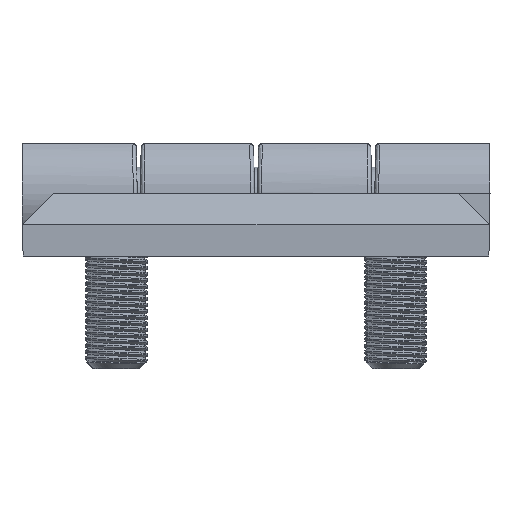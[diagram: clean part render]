
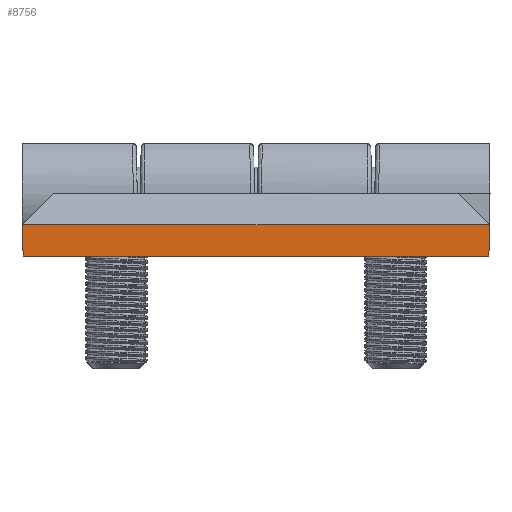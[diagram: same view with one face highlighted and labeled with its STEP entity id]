
A CAD part, left-side view. The second image highlights one B-rep face of the part: STEP entity #8756.
In plain terms, the highlighted planar face has unit normal (-1, 0, -0.018).
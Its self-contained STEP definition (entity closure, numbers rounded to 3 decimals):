
#280 = EDGE_CURVE ( 'NONE', #12979, #11079, #9762, .T. ) ;
#335 = CARTESIAN_POINT ( 'NONE',  ( -53.75, 30., -4.001 ) ) ;
#914 = DIRECTION ( 'NONE',  ( -1., 0., -0.017 ) ) ;
#926 = DIRECTION ( 'NONE',  ( 0., -1., 0. ) ) ;
#1104 = VERTEX_POINT ( 'NONE', #335 ) ;
#1850 = EDGE_CURVE ( 'NONE', #11079, #12740, #3292, .T. ) ;
#2116 = DIRECTION ( 'NONE',  ( -0.017, -0.017, 1. ) ) ;
#3091 = CARTESIAN_POINT ( 'NONE',  ( -53.82, 30.132, 0. ) ) ;
#3292 = LINE ( 'NONE', #3091, #6644 ) ;
#3733 = FACE_OUTER_BOUND ( 'NONE', #4617, .T. ) ;
#4617 = EDGE_LOOP ( 'NONE', ( #7623, #17981, #19394, #14316 ) ) ;
#4938 = VECTOR ( 'NONE', #926, 1000. ) ;
#5652 = LINE ( 'NONE', #8474, #4938 ) ;
#6644 = VECTOR ( 'NONE', #16940, 1000. ) ;
#7623 = ORIENTED_EDGE ( 'NONE', *, *, #13975, .T. ) ;
#7907 = CARTESIAN_POINT ( 'NONE',  ( -53.82, 30.07, 0. ) ) ;
#8213 = LINE ( 'NONE', #11308, #17292 ) ;
#8319 = EDGE_CURVE ( 'NONE', #1104, #12740, #8213, .T. ) ;
#8474 = CARTESIAN_POINT ( 'NONE',  ( -53.75, 30.132, -4.001 ) ) ;
#8660 = CARTESIAN_POINT ( 'NONE',  ( -53.75, 30.132, -4.001 ) ) ;
#8756 = ADVANCED_FACE ( 'NONE', ( #3733 ), #14668, .T. ) ;
#9762 = LINE ( 'NONE', #11059, #15494 ) ;
#9785 = AXIS2_PLACEMENT_3D ( 'NONE', #8660, #914, #9874 ) ;
#9874 = DIRECTION ( 'NONE',  ( 0., -1., 0. ) ) ;
#11059 = CARTESIAN_POINT ( 'NONE',  ( -53.732, -29.982, -5.047 ) ) ;
#11079 = VERTEX_POINT ( 'NONE', #16491 ) ;
#11308 = CARTESIAN_POINT ( 'NONE',  ( -53.822, 30.072, 0.117 ) ) ;
#12722 = DIRECTION ( 'NONE',  ( -0.017, 0.017, 1. ) ) ;
#12740 = VERTEX_POINT ( 'NONE', #7907 ) ;
#12979 = VERTEX_POINT ( 'NONE', #15809 ) ;
#13975 = EDGE_CURVE ( 'NONE', #1104, #12979, #5652, .T. ) ;
#14316 = ORIENTED_EDGE ( 'NONE', *, *, #8319, .F. ) ;
#14668 = PLANE ( 'NONE',  #9785 ) ;
#15494 = VECTOR ( 'NONE', #2116, 1000. ) ;
#15809 = CARTESIAN_POINT ( 'NONE',  ( -53.75, -30., -4.001 ) ) ;
#16491 = CARTESIAN_POINT ( 'NONE',  ( -53.82, -30.07, 0. ) ) ;
#16940 = DIRECTION ( 'NONE',  ( 0., 1., 0. ) ) ;
#17292 = VECTOR ( 'NONE', #12722, 1000. ) ;
#17981 = ORIENTED_EDGE ( 'NONE', *, *, #280, .T. ) ;
#19394 = ORIENTED_EDGE ( 'NONE', *, *, #1850, .T. ) ;
